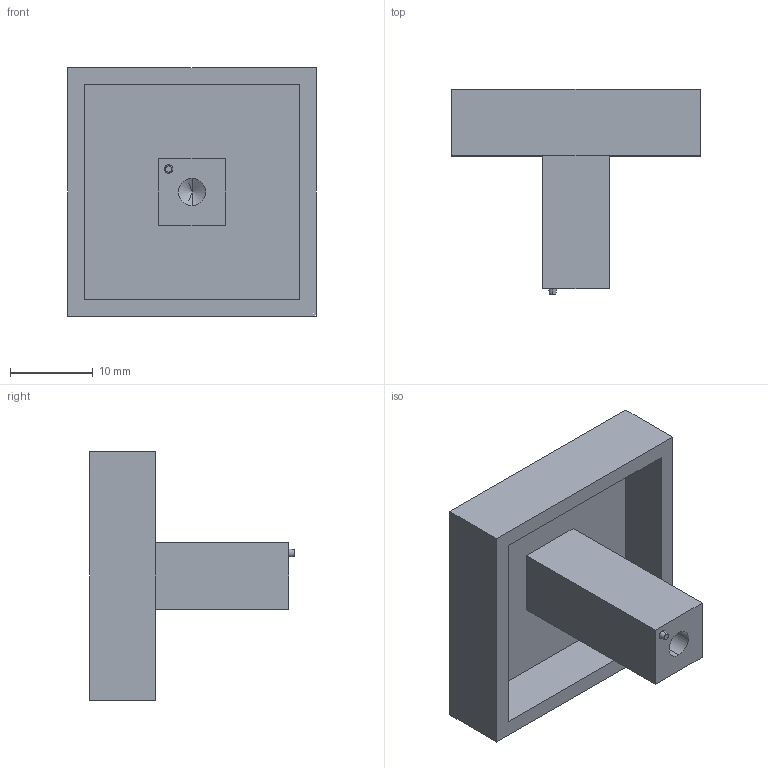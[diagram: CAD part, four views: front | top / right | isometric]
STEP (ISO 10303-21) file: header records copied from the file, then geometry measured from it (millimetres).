
FILE_DESCRIPTION (( 'STEP AP214' ), '1' );
FILE_NAME ('F002248,F002249_3D.step', '2022-07-07T08:06:45', ( '' ), ( '' ), 'SwSTEP 2.0', 'SolidWorks 2020', '' );
FILE_SCHEMA (( 'AUTOMOTIVE_DESIGN' ));
Length unit declared in the file: millimetre
Products named in the file (1): F002248,F002249_3D
Bounding box: 30 x 24.7 x 30 mm (x, y, z)
Volume: 4482.9 mm3; surface area: 4171.9 mm2
Topology: 1 solids, 1 shells, 23 faces, 52 edges, 33 vertices
Faces by surface type: plane 17, cone 4, cylinder 2
Entity records: 680 total; most frequent: CARTESIAN_POINT 107, DIRECTION 106, ORIENTED_EDGE 100, EDGE_CURVE 50, VECTOR 42, LINE 42, VERTEX_POINT 33, AXIS2_PLACEMENT_3D 32
